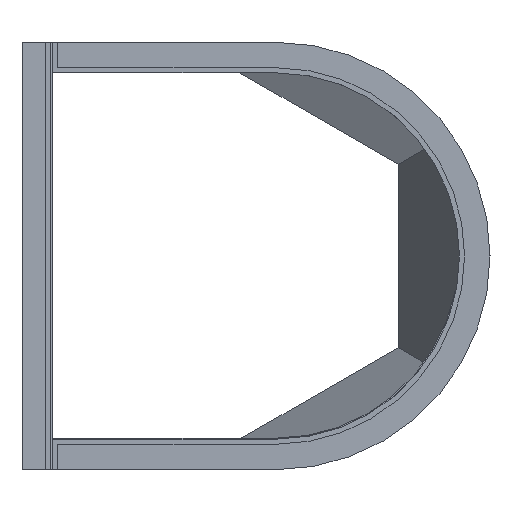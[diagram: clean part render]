
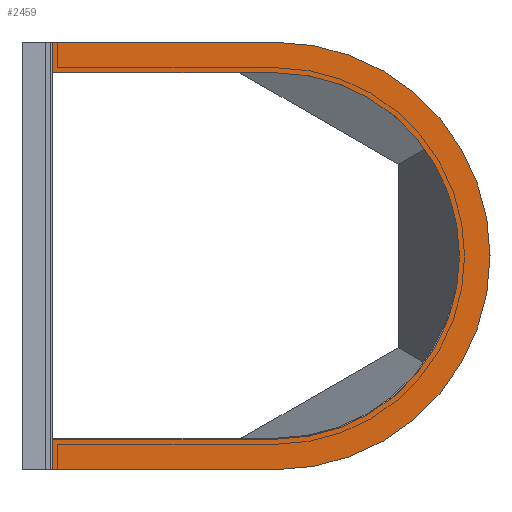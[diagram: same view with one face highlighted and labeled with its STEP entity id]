
A CAD part, left-side view. The second image highlights one B-rep face of the part: STEP entity #2459.
In plain terms, the highlighted planar face has unit normal (-1, 0, 0).
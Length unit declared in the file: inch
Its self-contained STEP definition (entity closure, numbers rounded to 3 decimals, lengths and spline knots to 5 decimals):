
#81 = LINE ( 'NONE', #3091, #1005 ) ;
#89 = VERTEX_POINT ( 'NONE', #2935 ) ;
#182 = CARTESIAN_POINT ( 'NONE',  ( -36.5, 9., 0. ) ) ;
#208 = VECTOR ( 'NONE', #1501, 39.37008 ) ;
#209 = VERTEX_POINT ( 'NONE', #1999 ) ;
#334 = DIRECTION ( 'NONE',  ( 0., 0., -1. ) ) ;
#421 = CARTESIAN_POINT ( 'NONE',  ( -36.5, 9., 0. ) ) ;
#442 = CARTESIAN_POINT ( 'NONE',  ( -36.5, 20., 9. ) ) ;
#450 = CARTESIAN_POINT ( 'NONE',  ( -36.5, 9., 10.5 ) ) ;
#491 = EDGE_LOOP ( 'NONE', ( #2662, #1583, #921, #1385, #2763, #511, #2669, #2845 ) ) ;
#495 = LINE ( 'NONE', #3086, #208 ) ;
#511 = ORIENTED_EDGE ( 'NONE', *, *, #1961, .F. ) ;
#550 = CARTESIAN_POINT ( 'NONE',  ( -36.5, 9., -10.5 ) ) ;
#620 = PLANE ( 'NONE',  #2653 ) ;
#624 = CARTESIAN_POINT ( 'NONE',  ( -36.5, 20., 10.5 ) ) ;
#773 = VERTEX_POINT ( 'NONE', #2589 ) ;
#782 = CARTESIAN_POINT ( 'NONE',  ( -36.5, 20., 10.5 ) ) ;
#785 = VERTEX_POINT ( 'NONE', #1589 ) ;
#921 = ORIENTED_EDGE ( 'NONE', *, *, #2214, .F. ) ;
#1005 = VECTOR ( 'NONE', #2048, 39.37008 ) ;
#1016 = AXIS2_PLACEMENT_3D ( 'NONE', #421, #2725, #2645 ) ;
#1056 = CIRCLE ( 'NONE', #3005, 9. ) ;
#1144 = FACE_OUTER_BOUND ( 'NONE', #491, .T. ) ;
#1159 = EDGE_CURVE ( 'NONE', #209, #3024, #81, .T. ) ;
#1195 = LINE ( 'NONE', #2195, #2439 ) ;
#1287 = CARTESIAN_POINT ( 'NONE',  ( -36.5, 20., -10.5 ) ) ;
#1325 = CIRCLE ( 'NONE', #1016, 10.5 ) ;
#1327 = VECTOR ( 'NONE', #1763, 39.37008 ) ;
#1385 = ORIENTED_EDGE ( 'NONE', *, *, #2231, .F. ) ;
#1432 = EDGE_CURVE ( 'NONE', #3024, #773, #1056, .T. ) ;
#1443 = EDGE_CURVE ( 'NONE', #773, #89, #1195, .T. ) ;
#1501 = DIRECTION ( 'NONE',  ( 0., 0., 1. ) ) ;
#1503 = EDGE_CURVE ( 'NONE', #209, #3244, #3046, .T. ) ;
#1536 = VERTEX_POINT ( 'NONE', #450 ) ;
#1583 = ORIENTED_EDGE ( 'NONE', *, *, #1443, .T. ) ;
#1589 = CARTESIAN_POINT ( 'NONE',  ( -36.5, 9., -10.5 ) ) ;
#1666 = DIRECTION ( 'NONE',  ( 0., 0., -1. ) ) ;
#1679 = EDGE_CURVE ( 'NONE', #1536, #785, #1325, .T. ) ;
#1763 = DIRECTION ( 'NONE',  ( 0., 1., 0. ) ) ;
#1836 = CARTESIAN_POINT ( 'NONE',  ( -36.5, 9., 0. ) ) ;
#1961 = EDGE_CURVE ( 'NONE', #3244, #1536, #2946, .T. ) ;
#1999 = CARTESIAN_POINT ( 'NONE',  ( -36.5, 20., 9. ) ) ;
#2048 = DIRECTION ( 'NONE',  ( 0., -1., 0. ) ) ;
#2139 = DIRECTION ( 'NONE',  ( 0., -1., 0. ) ) ;
#2195 = CARTESIAN_POINT ( 'NONE',  ( -36.5, 9., -9. ) ) ;
#2214 = EDGE_CURVE ( 'NONE', #2620, #89, #495, .T. ) ;
#2221 = DIRECTION ( 'NONE',  ( 0., 0., 1. ) ) ;
#2231 = EDGE_CURVE ( 'NONE', #785, #2620, #3072, .T. ) ;
#2359 = DIRECTION ( 'NONE',  ( 1., 0., 0. ) ) ;
#2383 = VECTOR ( 'NONE', #2139, 39.37008 ) ;
#2439 = VECTOR ( 'NONE', #3202, 39.37008 ) ;
#2459 = ADVANCED_FACE ( 'NONE', ( #1144 ), #620, .F. ) ;
#2589 = CARTESIAN_POINT ( 'NONE',  ( -36.5, 9., -9. ) ) ;
#2620 = VERTEX_POINT ( 'NONE', #1287 ) ;
#2645 = DIRECTION ( 'NONE',  ( 0., 0., -1. ) ) ;
#2653 = AXIS2_PLACEMENT_3D ( 'NONE', #1836, #2359, #334 ) ;
#2662 = ORIENTED_EDGE ( 'NONE', *, *, #1432, .T. ) ;
#2669 = ORIENTED_EDGE ( 'NONE', *, *, #1503, .F. ) ;
#2725 = DIRECTION ( 'NONE',  ( 1., 0., 0. ) ) ;
#2763 = ORIENTED_EDGE ( 'NONE', *, *, #1679, .F. ) ;
#2845 = ORIENTED_EDGE ( 'NONE', *, *, #1159, .T. ) ;
#2935 = CARTESIAN_POINT ( 'NONE',  ( -36.5, 20., -9. ) ) ;
#2938 = CARTESIAN_POINT ( 'NONE',  ( -36.5, 9., 9. ) ) ;
#2942 = DIRECTION ( 'NONE',  ( 1., 0., 0. ) ) ;
#2946 = LINE ( 'NONE', #624, #2383 ) ;
#3005 = AXIS2_PLACEMENT_3D ( 'NONE', #182, #2942, #1666 ) ;
#3018 = VECTOR ( 'NONE', #2221, 39.37008 ) ;
#3024 = VERTEX_POINT ( 'NONE', #2938 ) ;
#3046 = LINE ( 'NONE', #442, #3018 ) ;
#3072 = LINE ( 'NONE', #550, #1327 ) ;
#3086 = CARTESIAN_POINT ( 'NONE',  ( -36.5, 20., 9. ) ) ;
#3091 = CARTESIAN_POINT ( 'NONE',  ( -36.5, 20., 9. ) ) ;
#3202 = DIRECTION ( 'NONE',  ( 0., 1., 0. ) ) ;
#3244 = VERTEX_POINT ( 'NONE', #782 ) ;
